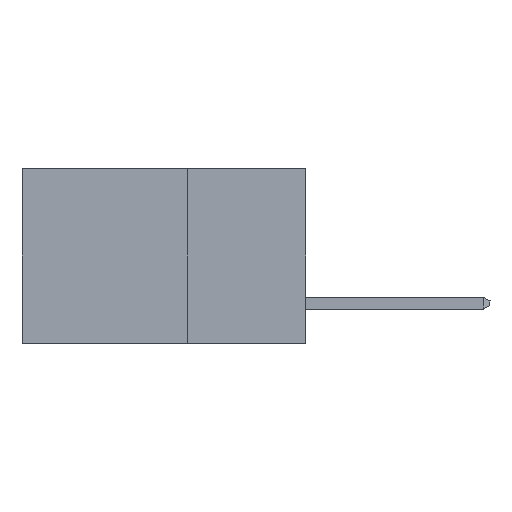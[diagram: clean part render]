
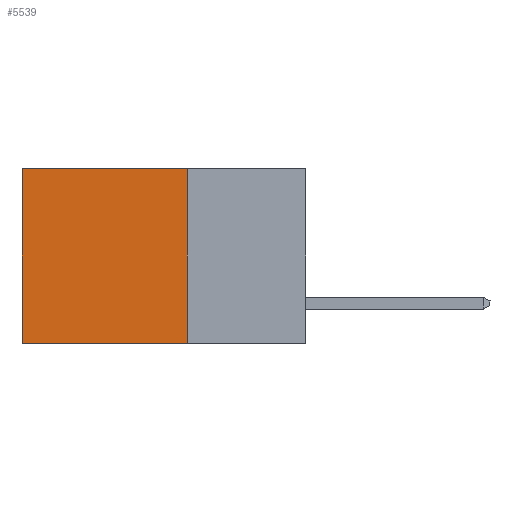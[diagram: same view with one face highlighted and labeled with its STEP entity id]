
A CAD part, left-side view. The second image highlights one B-rep face of the part: STEP entity #5539.
In plain terms, the highlighted planar face has unit normal (-1, 0, 0).
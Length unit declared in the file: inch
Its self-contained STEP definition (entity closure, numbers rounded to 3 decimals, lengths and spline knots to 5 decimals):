
#2087 = LINE ( 'NONE', #18354, #8654 ) ;
#3072 = DIRECTION ( 'NONE',  ( 1., 0., 0. ) ) ;
#3445 = LINE ( 'NONE', #8358, #15792 ) ;
#4097 = CARTESIAN_POINT ( 'NONE',  ( 0.298, 0.6, 0. ) ) ;
#4987 = CARTESIAN_POINT ( 'NONE',  ( 0.298, 0.25, 0. ) ) ;
#5188 = VERTEX_POINT ( 'NONE', #16065 ) ;
#5539 = ADVANCED_FACE ( 'NONE', ( #24286 ), #26280, .F. ) ;
#5794 = DIRECTION ( 'NONE',  ( 0., 0., -1. ) ) ;
#7437 = EDGE_CURVE ( 'NONE', #5188, #22983, #10462, .T. ) ;
#8358 = CARTESIAN_POINT ( 'NONE',  ( 0.298, 0.25, -0.37 ) ) ;
#8521 = EDGE_CURVE ( 'NONE', #5188, #14580, #2087, .T. ) ;
#8654 = VECTOR ( 'NONE', #13642, 39.37008 ) ;
#9621 = ORIENTED_EDGE ( 'NONE', *, *, #29465, .T. ) ;
#10100 = CARTESIAN_POINT ( 'NONE',  ( 0.298, 0.25, 0. ) ) ;
#10462 = LINE ( 'NONE', #4987, #18398 ) ;
#10593 = VERTEX_POINT ( 'NONE', #15627 ) ;
#10749 = VECTOR ( 'NONE', #27295, 39.37008 ) ;
#11478 = EDGE_CURVE ( 'NONE', #22983, #10593, #3445, .T. ) ;
#11588 = CARTESIAN_POINT ( 'NONE',  ( 0.298, 0.6, 0. ) ) ;
#11749 = AXIS2_PLACEMENT_3D ( 'NONE', #10100, #3072, #5794 ) ;
#12023 = DIRECTION ( 'NONE',  ( 0., 0., -1. ) ) ;
#12735 = ORIENTED_EDGE ( 'NONE', *, *, #7437, .F. ) ;
#13642 = DIRECTION ( 'NONE',  ( 0., 1., 0. ) ) ;
#14580 = VERTEX_POINT ( 'NONE', #4097 ) ;
#15627 = CARTESIAN_POINT ( 'NONE',  ( 0.298, 0.6, -0.37 ) ) ;
#15792 = VECTOR ( 'NONE', #29205, 39.37008 ) ;
#16065 = CARTESIAN_POINT ( 'NONE',  ( 0.298, 0.25, 0. ) ) ;
#17820 = ORIENTED_EDGE ( 'NONE', *, *, #11478, .F. ) ;
#18354 = CARTESIAN_POINT ( 'NONE',  ( 0.298, 0.25, 0. ) ) ;
#18398 = VECTOR ( 'NONE', #12023, 39.37008 ) ;
#21501 = LINE ( 'NONE', #11588, #10749 ) ;
#22287 = CARTESIAN_POINT ( 'NONE',  ( 0.298, 0.25, -0.37 ) ) ;
#22983 = VERTEX_POINT ( 'NONE', #22287 ) ;
#23130 = EDGE_LOOP ( 'NONE', ( #9621, #17820, #12735, #29557 ) ) ;
#24286 = FACE_OUTER_BOUND ( 'NONE', #23130, .T. ) ;
#26280 = PLANE ( 'NONE',  #11749 ) ;
#27295 = DIRECTION ( 'NONE',  ( 0., 0., -1. ) ) ;
#29205 = DIRECTION ( 'NONE',  ( 0., 1., 0. ) ) ;
#29465 = EDGE_CURVE ( 'NONE', #14580, #10593, #21501, .T. ) ;
#29557 = ORIENTED_EDGE ( 'NONE', *, *, #8521, .T. ) ;
